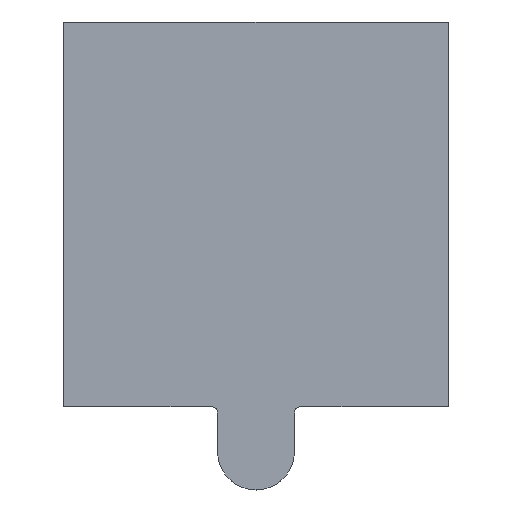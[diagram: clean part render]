
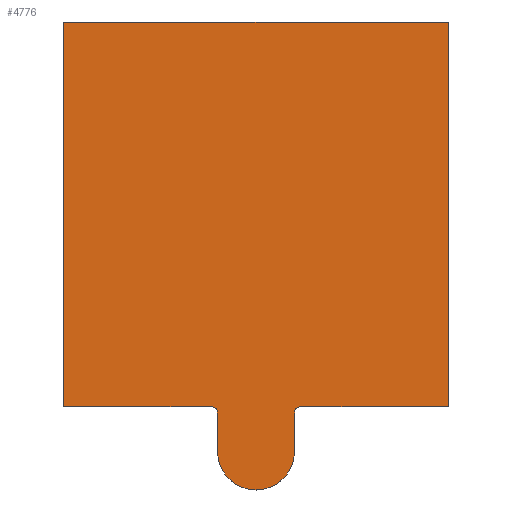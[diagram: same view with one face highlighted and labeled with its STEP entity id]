
A CAD part, top view. The second image highlights one B-rep face of the part: STEP entity #4776.
In plain terms, the highlighted planar face has unit normal (0, 0, 1).
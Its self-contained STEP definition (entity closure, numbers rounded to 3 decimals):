
#439 = CIRCLE ( 'NONE', #6585, 0.5 ) ;
#580 = DIRECTION ( 'NONE',  ( -1., 0., 0. ) ) ;
#1188 = LINE ( 'NONE', #15080, #16308 ) ;
#1200 = VECTOR ( 'NONE', #13363, 1000. ) ;
#1607 = ORIENTED_EDGE ( 'NONE', *, *, #19795, .F. ) ;
#1617 = CARTESIAN_POINT ( 'NONE',  ( -3., -16., 0.34 ) ) ;
#2222 = VERTEX_POINT ( 'NONE', #13512 ) ;
#2431 = CIRCLE ( 'NONE', #9583, 3. ) ;
#2521 = ORIENTED_EDGE ( 'NONE', *, *, #19430, .T. ) ;
#2574 = VERTEX_POINT ( 'NONE', #7143 ) ;
#2937 = CARTESIAN_POINT ( 'NONE',  ( 3.5, -12.5, 0.34 ) ) ;
#3038 = CARTESIAN_POINT ( 'NONE',  ( 3., -13., 0.34 ) ) ;
#3690 = VECTOR ( 'NONE', #9074, 1000. ) ;
#3792 = EDGE_CURVE ( 'NONE', #5167, #2222, #18507, .T. ) ;
#3877 = CARTESIAN_POINT ( 'NONE',  ( 3.5, -13., 0.34 ) ) ;
#3881 = CARTESIAN_POINT ( 'NONE',  ( 15., -12.5, 0.34 ) ) ;
#4070 = DIRECTION ( 'NONE',  ( -1., 0., 0. ) ) ;
#4349 = CARTESIAN_POINT ( 'NONE',  ( -3., -12.5, 0.34 ) ) ;
#4776 = ADVANCED_FACE ( 'NONE', ( #6167 ), #17128, .F. ) ;
#4961 = DIRECTION ( 'NONE',  ( 1., 0., 0. ) ) ;
#5155 = DIRECTION ( 'NONE',  ( 0., 0., -1. ) ) ;
#5156 = DIRECTION ( 'NONE',  ( 0., 0., -1. ) ) ;
#5167 = VERTEX_POINT ( 'NONE', #7123 ) ;
#5189 = CARTESIAN_POINT ( 'NONE',  ( -15., 17.5, 0.34 ) ) ;
#5428 = EDGE_CURVE ( 'NONE', #2574, #12214, #1188, .T. ) ;
#5889 = ORIENTED_EDGE ( 'NONE', *, *, #5428, .F. ) ;
#6122 = VERTEX_POINT ( 'NONE', #10504 ) ;
#6167 = FACE_OUTER_BOUND ( 'NONE', #8370, .T. ) ;
#6304 = ORIENTED_EDGE ( 'NONE', *, *, #10709, .F. ) ;
#6356 = ORIENTED_EDGE ( 'NONE', *, *, #8328, .T. ) ;
#6585 = AXIS2_PLACEMENT_3D ( 'NONE', #17750, #5156, #11140 ) ;
#6795 = LINE ( 'NONE', #5189, #18983 ) ;
#7123 = CARTESIAN_POINT ( 'NONE',  ( -3.5, -12.5, 0.34 ) ) ;
#7143 = CARTESIAN_POINT ( 'NONE',  ( 15., 17.5, 0.34 ) ) ;
#7323 = AXIS2_PLACEMENT_3D ( 'NONE', #17846, #5155, #580 ) ;
#7846 = DIRECTION ( 'NONE',  ( 0., 1., 0. ) ) ;
#8328 = EDGE_CURVE ( 'NONE', #11890, #11840, #16385, .T. ) ;
#8370 = EDGE_LOOP ( 'NONE', ( #12879, #6356, #1607, #5889, #6304, #11266, #9146, #20022, #19822, #2521 ) ) ;
#9074 = DIRECTION ( 'NONE',  ( -1., 0., 0. ) ) ;
#9146 = ORIENTED_EDGE ( 'NONE', *, *, #3792, .F. ) ;
#9264 = VECTOR ( 'NONE', #7846, 1000. ) ;
#9400 = LINE ( 'NONE', #1617, #9264 ) ;
#9583 = AXIS2_PLACEMENT_3D ( 'NONE', #14431, #11428, #11527 ) ;
#9804 = CARTESIAN_POINT ( 'NONE',  ( 3., -12.5, 0.34 ) ) ;
#10504 = CARTESIAN_POINT ( 'NONE',  ( -15., 17.5, 0.34 ) ) ;
#10649 = VERTEX_POINT ( 'NONE', #17066 ) ;
#10709 = EDGE_CURVE ( 'NONE', #6122, #2574, #6795, .T. ) ;
#11140 = DIRECTION ( 'NONE',  ( -1., 0., 0. ) ) ;
#11266 = ORIENTED_EDGE ( 'NONE', *, *, #16731, .F. ) ;
#11428 = DIRECTION ( 'NONE',  ( 0., 0., 1. ) ) ;
#11527 = DIRECTION ( 'NONE',  ( -1., 0., 0. ) ) ;
#11595 = CARTESIAN_POINT ( 'NONE',  ( -15., -12.5, 0.34 ) ) ;
#11804 = LINE ( 'NONE', #11595, #1200 ) ;
#11840 = VERTEX_POINT ( 'NONE', #2937 ) ;
#11879 = CARTESIAN_POINT ( 'NONE',  ( 3., -16., 0.34 ) ) ;
#11890 = VERTEX_POINT ( 'NONE', #3038 ) ;
#12062 = VERTEX_POINT ( 'NONE', #11879 ) ;
#12111 = DIRECTION ( 'NONE',  ( 0., 0., -1. ) ) ;
#12214 = VERTEX_POINT ( 'NONE', #17864 ) ;
#12599 = EDGE_CURVE ( 'NONE', #11890, #12062, #13225, .T. ) ;
#12879 = ORIENTED_EDGE ( 'NONE', *, *, #12599, .F. ) ;
#13225 = LINE ( 'NONE', #9804, #20182 ) ;
#13363 = DIRECTION ( 'NONE',  ( 0., 1., 0. ) ) ;
#13512 = CARTESIAN_POINT ( 'NONE',  ( -15., -12.5, 0.34 ) ) ;
#14076 = AXIS2_PLACEMENT_3D ( 'NONE', #3877, #12111, #4070 ) ;
#14431 = CARTESIAN_POINT ( 'NONE',  ( 0., -16., 0.34 ) ) ;
#14571 = DIRECTION ( 'NONE',  ( 0., -1., 0. ) ) ;
#15080 = CARTESIAN_POINT ( 'NONE',  ( 15., 17.5, 0.34 ) ) ;
#16265 = EDGE_CURVE ( 'NONE', #5167, #17640, #439, .T. ) ;
#16308 = VECTOR ( 'NONE', #16533, 1000. ) ;
#16385 = CIRCLE ( 'NONE', #14076, 0.5 ) ;
#16533 = DIRECTION ( 'NONE',  ( 0., -1., 0. ) ) ;
#16643 = CARTESIAN_POINT ( 'NONE',  ( -3., -13., 0.34 ) ) ;
#16731 = EDGE_CURVE ( 'NONE', #2222, #6122, #11804, .T. ) ;
#16933 = EDGE_CURVE ( 'NONE', #10649, #17640, #9400, .T. ) ;
#17066 = CARTESIAN_POINT ( 'NONE',  ( -3., -16., 0.34 ) ) ;
#17128 = PLANE ( 'NONE',  #7323 ) ;
#17640 = VERTEX_POINT ( 'NONE', #16643 ) ;
#17750 = CARTESIAN_POINT ( 'NONE',  ( -3.5, -13., 0.34 ) ) ;
#17846 = CARTESIAN_POINT ( 'NONE',  ( 0., 0., 0.34 ) ) ;
#17864 = CARTESIAN_POINT ( 'NONE',  ( 15., -12.5, 0.34 ) ) ;
#18024 = LINE ( 'NONE', #3881, #19171 ) ;
#18507 = LINE ( 'NONE', #4349, #3690 ) ;
#18983 = VECTOR ( 'NONE', #4961, 1000. ) ;
#19171 = VECTOR ( 'NONE', #19682, 1000. ) ;
#19430 = EDGE_CURVE ( 'NONE', #10649, #12062, #2431, .T. ) ;
#19682 = DIRECTION ( 'NONE',  ( -1., 0., 0. ) ) ;
#19795 = EDGE_CURVE ( 'NONE', #12214, #11840, #18024, .T. ) ;
#19822 = ORIENTED_EDGE ( 'NONE', *, *, #16933, .F. ) ;
#20022 = ORIENTED_EDGE ( 'NONE', *, *, #16265, .T. ) ;
#20182 = VECTOR ( 'NONE', #14571, 1000. ) ;
